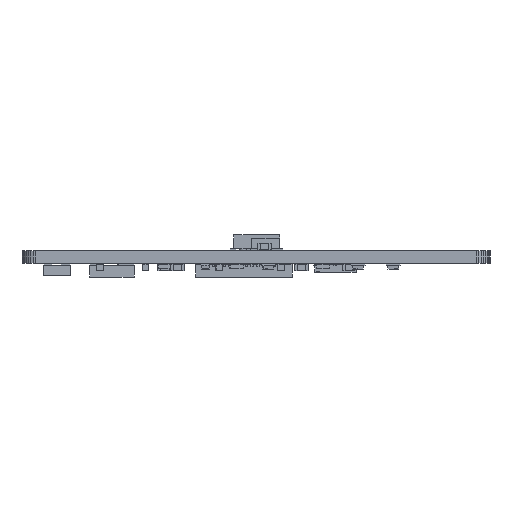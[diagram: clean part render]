
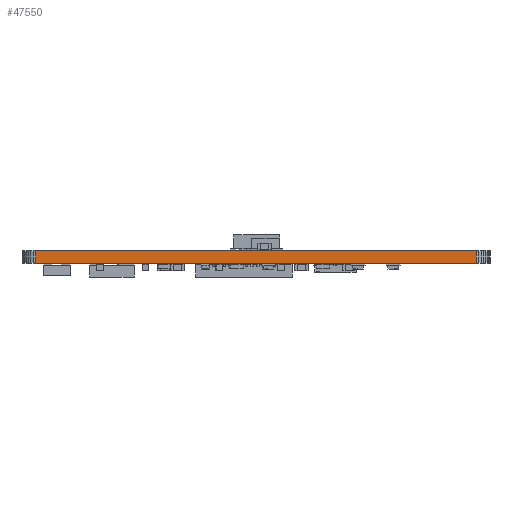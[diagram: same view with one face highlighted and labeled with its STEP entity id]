
A CAD part, front view. The second image highlights one B-rep face of the part: STEP entity #47550.
In plain terms, the highlighted planar face has unit normal (0, -1, 0).
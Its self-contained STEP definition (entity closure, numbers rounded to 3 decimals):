
#42212 = PLANE('',#42213);
#42213 = AXIS2_PLACEMENT_3D('',#42214,#42215,#42216);
#42214 = CARTESIAN_POINT('',(66.912,-115.248,0.904));
#42215 = DIRECTION('',(-0.,-0.,-1.));
#42216 = DIRECTION('',(-1.,0.,0.));
#42266 = PLANE('',#42267);
#42267 = AXIS2_PLACEMENT_3D('',#42268,#42269,#42270);
#42268 = CARTESIAN_POINT('',(66.912,-115.248,0.));
#42269 = DIRECTION('',(-0.,-0.,-1.));
#42270 = DIRECTION('',(-1.,0.,0.));
#43579 = VERTEX_POINT('',#43580);
#43580 = CARTESIAN_POINT('',(82.825,-181.,0.));
#43594 = PLANE('',#43595);
#43595 = AXIS2_PLACEMENT_3D('',#43596,#43597,#43598);
#43596 = CARTESIAN_POINT('',(83.02,-180.981,0.));
#43597 = DIRECTION('',(0.098,-0.995,0.));
#43598 = DIRECTION('',(-0.995,-0.098,0.));
#43606 = EDGE_CURVE('',#43579,#43607,#43609,.T.);
#43607 = VERTEX_POINT('',#43608);
#43608 = CARTESIAN_POINT('',(51.,-181.,0.));
#43609 = SURFACE_CURVE('',#43610,(#43614,#43621),.PCURVE_S1.);
#43610 = LINE('',#43611,#43612);
#43611 = CARTESIAN_POINT('',(82.825,-181.,0.));
#43612 = VECTOR('',#43613,1.);
#43613 = DIRECTION('',(-1.,0.,0.));
#43614 = PCURVE('',#42266,#43615);
#43615 = DEFINITIONAL_REPRESENTATION('',(#43616),#43620);
#43616 = LINE('',#43617,#43618);
#43617 = CARTESIAN_POINT('',(-15.913,-65.752));
#43618 = VECTOR('',#43619,1.);
#43619 = DIRECTION('',(1.,0.));
#43620 = ( GEOMETRIC_REPRESENTATION_CONTEXT(2) 
PARAMETRIC_REPRESENTATION_CONTEXT() REPRESENTATION_CONTEXT('2D SPACE',''
  ) );
#43621 = PCURVE('',#43622,#43627);
#43622 = PLANE('',#43623);
#43623 = AXIS2_PLACEMENT_3D('',#43624,#43625,#43626);
#43624 = CARTESIAN_POINT('',(82.825,-181.,0.));
#43625 = DIRECTION('',(0.,-1.,0.));
#43626 = DIRECTION('',(-1.,0.,0.));
#43627 = DEFINITIONAL_REPRESENTATION('',(#43628),#43632);
#43628 = LINE('',#43629,#43630);
#43629 = CARTESIAN_POINT('',(0.,-0.));
#43630 = VECTOR('',#43631,1.);
#43631 = DIRECTION('',(1.,0.));
#43632 = ( GEOMETRIC_REPRESENTATION_CONTEXT(2) 
PARAMETRIC_REPRESENTATION_CONTEXT() REPRESENTATION_CONTEXT('2D SPACE',''
  ) );
#43650 = PLANE('',#43651);
#43651 = AXIS2_PLACEMENT_3D('',#43652,#43653,#43654);
#43652 = CARTESIAN_POINT('',(51.,-181.,0.));
#43653 = DIRECTION('',(-0.098,-0.995,0.));
#43654 = DIRECTION('',(-0.995,0.098,0.));
#45641 = VERTEX_POINT('',#45642);
#45642 = CARTESIAN_POINT('',(82.825,-181.,0.904));
#45663 = EDGE_CURVE('',#45641,#45664,#45666,.T.);
#45664 = VERTEX_POINT('',#45665);
#45665 = CARTESIAN_POINT('',(51.,-181.,0.904));
#45666 = SURFACE_CURVE('',#45667,(#45671,#45678),.PCURVE_S1.);
#45667 = LINE('',#45668,#45669);
#45668 = CARTESIAN_POINT('',(82.825,-181.,0.904));
#45669 = VECTOR('',#45670,1.);
#45670 = DIRECTION('',(-1.,0.,0.));
#45671 = PCURVE('',#42212,#45672);
#45672 = DEFINITIONAL_REPRESENTATION('',(#45673),#45677);
#45673 = LINE('',#45674,#45675);
#45674 = CARTESIAN_POINT('',(-15.913,-65.752));
#45675 = VECTOR('',#45676,1.);
#45676 = DIRECTION('',(1.,0.));
#45677 = ( GEOMETRIC_REPRESENTATION_CONTEXT(2) 
PARAMETRIC_REPRESENTATION_CONTEXT() REPRESENTATION_CONTEXT('2D SPACE',''
  ) );
#45678 = PCURVE('',#43622,#45679);
#45679 = DEFINITIONAL_REPRESENTATION('',(#45680),#45684);
#45680 = LINE('',#45681,#45682);
#45681 = CARTESIAN_POINT('',(0.,-0.904));
#45682 = VECTOR('',#45683,1.);
#45683 = DIRECTION('',(1.,0.));
#45684 = ( GEOMETRIC_REPRESENTATION_CONTEXT(2) 
PARAMETRIC_REPRESENTATION_CONTEXT() REPRESENTATION_CONTEXT('2D SPACE',''
  ) );
#47500 = EDGE_CURVE('',#43607,#45664,#47501,.T.);
#47501 = SURFACE_CURVE('',#47502,(#47506,#47513),.PCURVE_S1.);
#47502 = LINE('',#47503,#47504);
#47503 = CARTESIAN_POINT('',(51.,-181.,0.));
#47504 = VECTOR('',#47505,1.);
#47505 = DIRECTION('',(0.,0.,1.));
#47506 = PCURVE('',#43650,#47507);
#47507 = DEFINITIONAL_REPRESENTATION('',(#47508),#47512);
#47508 = LINE('',#47509,#47510);
#47509 = CARTESIAN_POINT('',(0.,0.));
#47510 = VECTOR('',#47511,1.);
#47511 = DIRECTION('',(0.,-1.));
#47512 = ( GEOMETRIC_REPRESENTATION_CONTEXT(2) 
PARAMETRIC_REPRESENTATION_CONTEXT() REPRESENTATION_CONTEXT('2D SPACE',''
  ) );
#47513 = PCURVE('',#43622,#47514);
#47514 = DEFINITIONAL_REPRESENTATION('',(#47515),#47519);
#47515 = LINE('',#47516,#47517);
#47516 = CARTESIAN_POINT('',(31.825,0.));
#47517 = VECTOR('',#47518,1.);
#47518 = DIRECTION('',(0.,-1.));
#47519 = ( GEOMETRIC_REPRESENTATION_CONTEXT(2) 
PARAMETRIC_REPRESENTATION_CONTEXT() REPRESENTATION_CONTEXT('2D SPACE',''
  ) );
#47550 = ADVANCED_FACE('',(#47551),#43622,.T.);
#47551 = FACE_BOUND('',#47552,.T.);
#47552 = EDGE_LOOP('',(#47553,#47574,#47575,#47576));
#47553 = ORIENTED_EDGE('',*,*,#47554,.T.);
#47554 = EDGE_CURVE('',#43579,#45641,#47555,.T.);
#47555 = SURFACE_CURVE('',#47556,(#47560,#47567),.PCURVE_S1.);
#47556 = LINE('',#47557,#47558);
#47557 = CARTESIAN_POINT('',(82.825,-181.,0.));
#47558 = VECTOR('',#47559,1.);
#47559 = DIRECTION('',(0.,0.,1.));
#47560 = PCURVE('',#43622,#47561);
#47561 = DEFINITIONAL_REPRESENTATION('',(#47562),#47566);
#47562 = LINE('',#47563,#47564);
#47563 = CARTESIAN_POINT('',(0.,-0.));
#47564 = VECTOR('',#47565,1.);
#47565 = DIRECTION('',(0.,-1.));
#47566 = ( GEOMETRIC_REPRESENTATION_CONTEXT(2) 
PARAMETRIC_REPRESENTATION_CONTEXT() REPRESENTATION_CONTEXT('2D SPACE',''
  ) );
#47567 = PCURVE('',#43594,#47568);
#47568 = DEFINITIONAL_REPRESENTATION('',(#47569),#47573);
#47569 = LINE('',#47570,#47571);
#47570 = CARTESIAN_POINT('',(0.196,0.));
#47571 = VECTOR('',#47572,1.);
#47572 = DIRECTION('',(0.,-1.));
#47573 = ( GEOMETRIC_REPRESENTATION_CONTEXT(2) 
PARAMETRIC_REPRESENTATION_CONTEXT() REPRESENTATION_CONTEXT('2D SPACE',''
  ) );
#47574 = ORIENTED_EDGE('',*,*,#45663,.T.);
#47575 = ORIENTED_EDGE('',*,*,#47500,.F.);
#47576 = ORIENTED_EDGE('',*,*,#43606,.F.);
